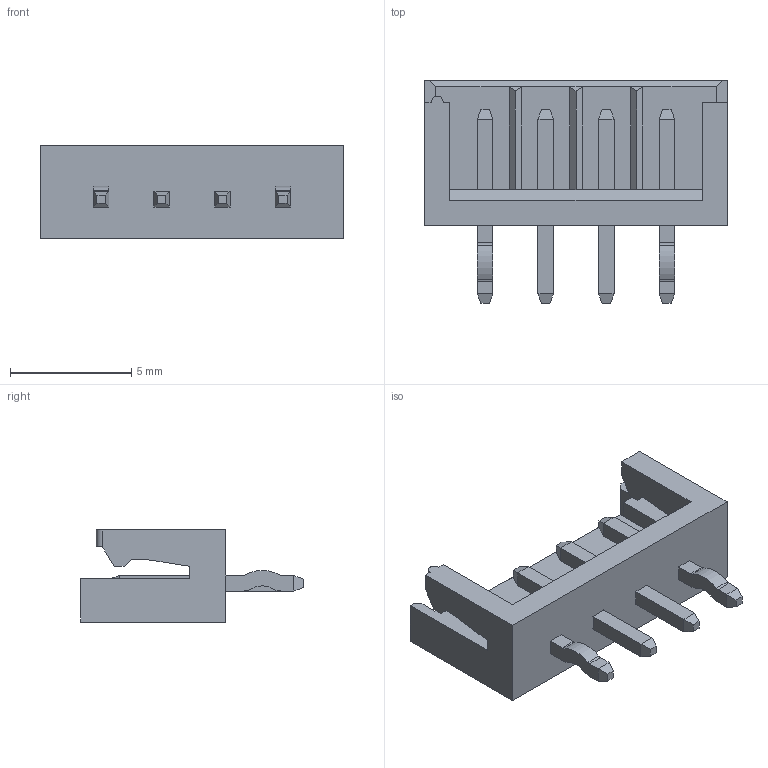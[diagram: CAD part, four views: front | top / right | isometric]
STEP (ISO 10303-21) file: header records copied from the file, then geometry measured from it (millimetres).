
FILE_DESCRIPTION (( 'STEP AP214' ), '1' );
FILE_NAME ('B4B-EH-A.STEP', '2023-09-02T02:03:53', ( '' ), ( '' ), 'SwSTEP 2.0', 'SolidWorks 2021', '' );
FILE_SCHEMA (( 'AUTOMOTIVE_DESIGN' ));
Length unit declared in the file: millimetre
Products named in the file (1): B4B-EH-A
Bounding box: 12.5 x 9.2 x 3.8 mm (x, y, z)
Volume: 127 mm3; surface area: 418.4 mm2
Topology: 5 solids, 5 shells, 139 faces, 345 edges, 216 vertices
Faces by surface type: plane 126, cylinder 13
Entity records: 4095 total; most frequent: CARTESIAN_POINT 701, ORIENTED_EDGE 690, DIRECTION 651, EDGE_CURVE 345, VECTOR 319, LINE 319, VERTEX_POINT 216, AXIS2_PLACEMENT_3D 166
